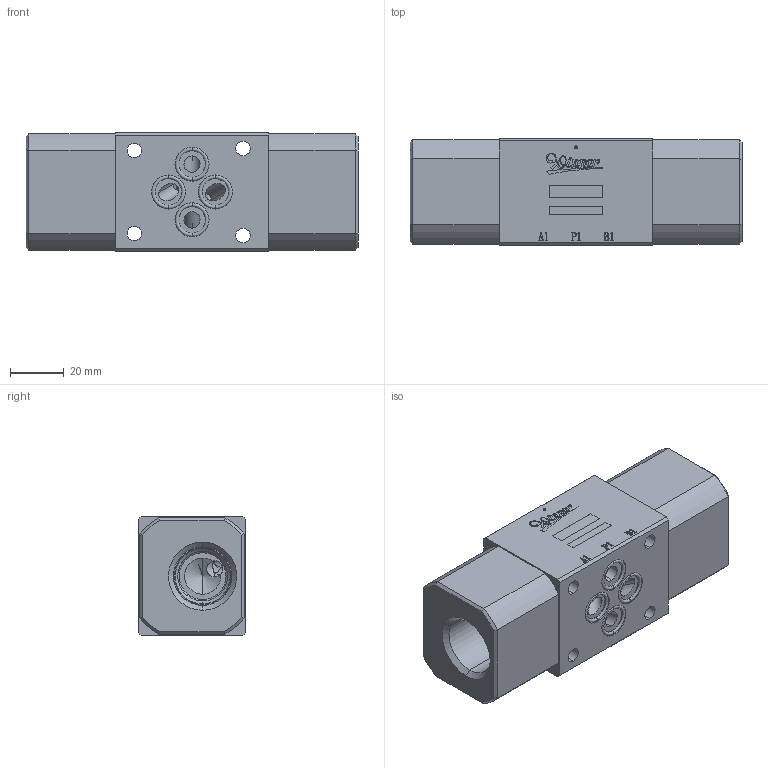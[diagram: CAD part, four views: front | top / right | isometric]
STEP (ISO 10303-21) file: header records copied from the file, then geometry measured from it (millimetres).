
FILE_DESCRIPTION (( 'STEP AP203' ), '1' );
FILE_NAME ('MH03CDW-11A3-11A3-Z02.STEP', '2025-01-10T00:25:09', ( 'user' ), ( '' ), 'SwSTEP 2.0', 'SolidWorks 2018', '' );
FILE_SCHEMA (( 'CONFIG_CONTROL_DESIGN' ));
Length unit declared in the file: millimetre
Products named in the file (3): MH03CDW-11A3-11A3-Z02; 4KAA012AA001_W3046用; 6EC03040CDWXXA001_組合用
Assembly tree (5 placements, depth 2):
  MH03CDW-11A3-11A3-Z02
    4KAA012AA001_W3046用  x4
    6EC03040CDWXXA001_組合用
Bounding box: 123.88 x 40.05 x 44.5 mm (x, y, z)
Volume: 165909.1 mm3; surface area: 36579.9 mm2
Topology: 5 solids, 5 shells, 533 faces, 1446 edges, 933 vertices
Faces by surface type: cylinder 235, plane 171, cone 62, bspline 49, torus 16
Entity records: 19241 total; most frequent: CARTESIAN_POINT 5863, ORIENTED_EDGE 2824, DIRECTION 2606, EDGE_CURVE 1412, AXIS2_PLACEMENT_3D 940, VERTEX_POINT 921, VECTOR 726, LINE 726
